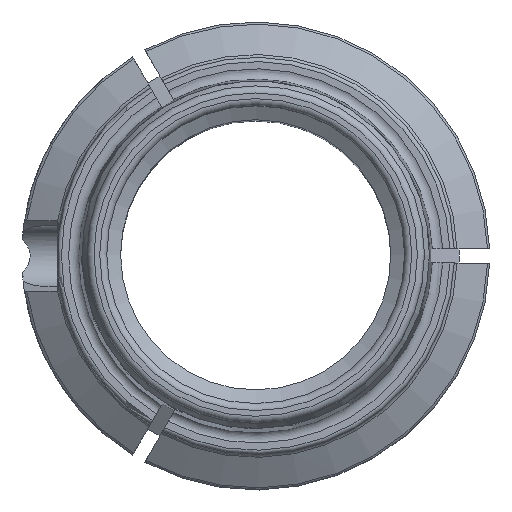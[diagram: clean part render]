
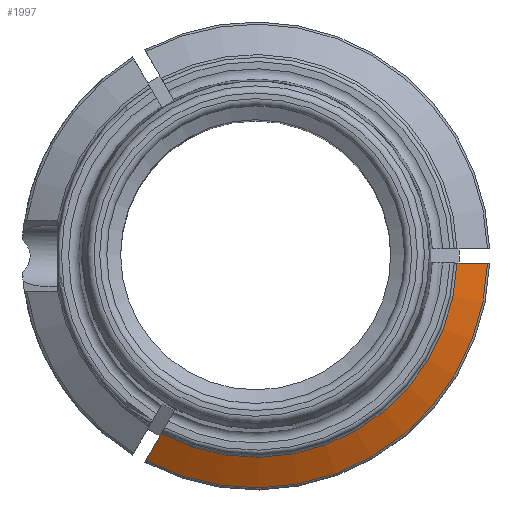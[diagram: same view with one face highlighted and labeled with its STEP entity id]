
A CAD part, top view. The second image highlights one B-rep face of the part: STEP entity #1997.
In plain terms, the highlighted conical face has half-angle 60 degrees and reference radius 14 mm.
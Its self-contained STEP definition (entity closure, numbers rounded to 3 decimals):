
#256=CONICAL_SURFACE('',#2118,14.,1.047);
#370=ORIENTED_EDGE('',*,*,#786,.F.);
#371=ORIENTED_EDGE('',*,*,#787,.T.);
#372=ORIENTED_EDGE('',*,*,#788,.T.);
#373=ORIENTED_EDGE('',*,*,#789,.T.);
#786=EDGE_CURVE('',#983,#984,#1106,.T.);
#787=EDGE_CURVE('',#983,#985,#1107,.T.);
#788=EDGE_CURVE('',#985,#986,#1108,.T.);
#789=EDGE_CURVE('',#986,#984,#1109,.T.);
#983=VERTEX_POINT('',#2952);
#984=VERTEX_POINT('',#2953);
#985=VERTEX_POINT('',#2955);
#986=VERTEX_POINT('',#2957);
#1106=CIRCLE('',#2119,37333.359);
#1107=CIRCLE('',#2120,16.35);
#1108=CIRCLE('',#2121,37333.359);
#1109=CIRCLE('',#2122,14.2);
#1189=EDGE_LOOP('',(#370,#371,#372,#373));
#1293=FACE_BOUND('',#1189,.T.);
#1997=ADVANCED_FACE('',(#1293),#256,.T.);
#2118=AXIS2_PLACEMENT_3D('',#2950,#2383,#2384);
#2119=AXIS2_PLACEMENT_3D('',#2951,#2385,#2386);
#2120=AXIS2_PLACEMENT_3D('',#2954,#2387,#2388);
#2121=AXIS2_PLACEMENT_3D('',#2956,#2389,#2390);
#2122=AXIS2_PLACEMENT_3D('',#2958,#2391,#2392);
#2383=DIRECTION('',(0.,0.,-1.));
#2384=DIRECTION('',(-1.,0.,0.));
#2385=DIRECTION('',(-0.866,0.5,0.));
#2386=DIRECTION('',(-0.25,-0.433,0.866));
#2387=DIRECTION('',(0.,0.,1.));
#2388=DIRECTION('',(1.,0.,0.));
#2389=DIRECTION('',(0.,-1.,0.));
#2390=DIRECTION('',(0.5,0.,0.866));
#2391=DIRECTION('',(0.,0.,-1.));
#2392=DIRECTION('',(-1.,0.,0.));
#2950=CARTESIAN_POINT('',(0.,0.,4.));
#2951=CARTESIAN_POINT('',(9322.369,16145.816,-32332.726));
#2952=CARTESIAN_POINT('',(-7.738,-14.403,2.643));
#2953=CARTESIAN_POINT('',(-6.663,-12.54,3.885));
#2954=CARTESIAN_POINT('',(0.,0.,2.643));
#2955=CARTESIAN_POINT('',(16.342,-0.5,2.643));
#2956=CARTESIAN_POINT('',(-18643.872,-0.5,-32332.726));
#2957=CARTESIAN_POINT('',(14.191,-0.5,3.885));
#2958=CARTESIAN_POINT('',(0.,0.,3.885));
